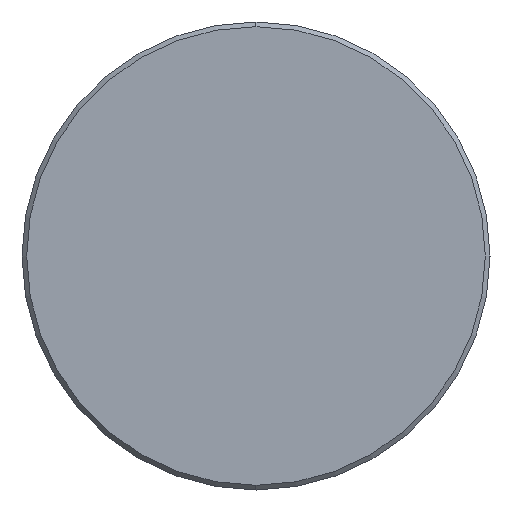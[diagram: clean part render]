
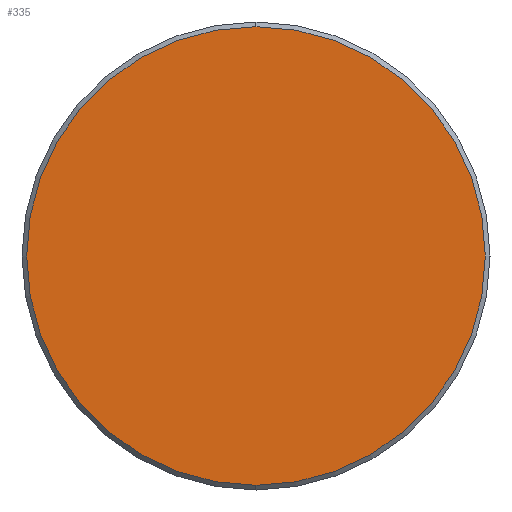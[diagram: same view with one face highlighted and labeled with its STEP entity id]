
A CAD part, left-side view. The second image highlights one B-rep face of the part: STEP entity #335.
In plain terms, the highlighted planar face has unit normal (-1, 0, 0).
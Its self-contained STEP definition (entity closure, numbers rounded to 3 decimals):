
#22 = ORIENTED_EDGE ( 'NONE', *, *, #285, .T. ) ;
#30 = ORIENTED_EDGE ( 'NONE', *, *, #202, .T. ) ;
#124 = DIRECTION ( 'NONE',  ( -1., 0., 0. ) ) ;
#140 = DIRECTION ( 'NONE',  ( 0., 0., 1. ) ) ;
#158 = CARTESIAN_POINT ( 'NONE',  ( 0., 0., 0. ) ) ;
#170 = VERTEX_POINT ( 'NONE', #349 ) ;
#202 = EDGE_CURVE ( 'NONE', #203, #170, #302, .T. ) ;
#203 = VERTEX_POINT ( 'NONE', #388 ) ;
#227 = PLANE ( 'NONE',  #421 ) ;
#256 = CARTESIAN_POINT ( 'NONE',  ( 0., 0., 0. ) ) ;
#274 = CARTESIAN_POINT ( 'NONE',  ( 0., 0., 0. ) ) ;
#282 = AXIS2_PLACEMENT_3D ( 'NONE', #158, #124, #369 ) ;
#285 = EDGE_CURVE ( 'NONE', #170, #203, #452, .T. ) ;
#302 = CIRCLE ( 'NONE', #435, 14.7 ) ;
#335 = ADVANCED_FACE ( 'NONE', ( #355 ), #227, .F. ) ;
#349 = CARTESIAN_POINT ( 'NONE',  ( 0., 0., 14.7 ) ) ;
#355 = FACE_OUTER_BOUND ( 'NONE', #360, .T. ) ;
#360 = EDGE_LOOP ( 'NONE', ( #30, #22 ) ) ;
#369 = DIRECTION ( 'NONE',  ( 0., 0., 1. ) ) ;
#388 = CARTESIAN_POINT ( 'NONE',  ( 0., 0., -14.7 ) ) ;
#421 = AXIS2_PLACEMENT_3D ( 'NONE', #256, #442, #446 ) ;
#435 = AXIS2_PLACEMENT_3D ( 'NONE', #274, #464, #140 ) ;
#442 = DIRECTION ( 'NONE',  ( 1., 0., 0. ) ) ;
#446 = DIRECTION ( 'NONE',  ( 0., 0., -1. ) ) ;
#452 = CIRCLE ( 'NONE', #282, 14.7 ) ;
#464 = DIRECTION ( 'NONE',  ( -1., 0., 0. ) ) ;
